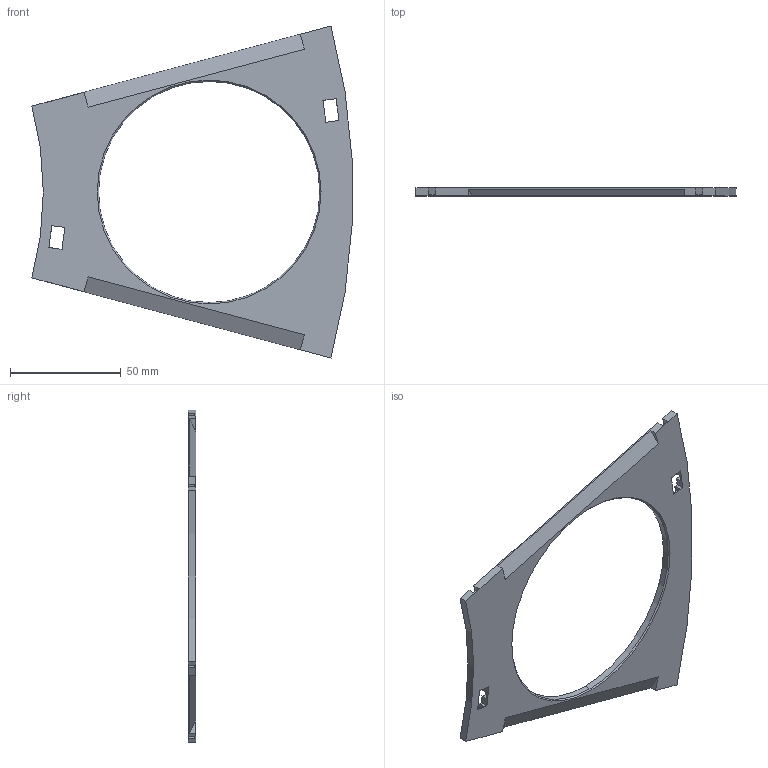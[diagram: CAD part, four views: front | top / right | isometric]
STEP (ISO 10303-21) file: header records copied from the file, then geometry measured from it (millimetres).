
FILE_DESCRIPTION (( 'STEP AP214' ), '1' );
FILE_NAME ('Top_Scale.STEP', '2024-08-27T22:04:08', ( '' ), ( '' ), 'SwSTEP 2.0', 'SolidWorks 2024', '' );
FILE_SCHEMA (( 'AUTOMOTIVE_DESIGN' ));
Length unit declared in the file: millimetre
Products named in the file (1): Top_Scale
Bounding box: 144.71 x 3.6 x 150.12 mm (x, y, z)
Volume: 25076.7 mm3; surface area: 20187.4 mm2
Topology: 1 solids, 1 shells, 54 faces, 160 edges, 106 vertices
Faces by surface type: plane 40, cylinder 12, cone 2
Entity records: 1829 total; most frequent: CARTESIAN_POINT 321, ORIENTED_EDGE 320, DIRECTION 296, EDGE_CURVE 160, LINE 134, VECTOR 134, VERTEX_POINT 106, AXIS2_PLACEMENT_3D 81
